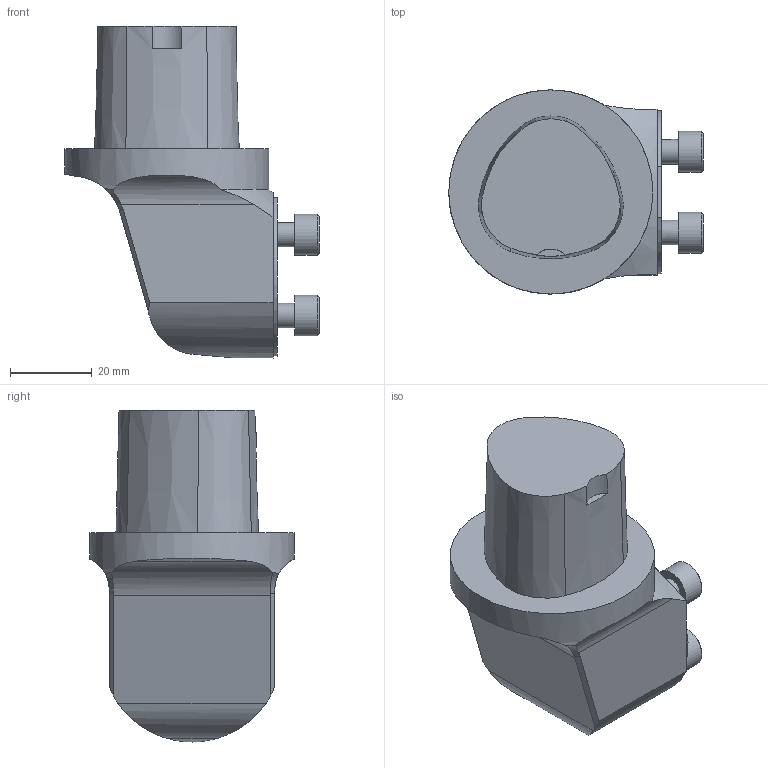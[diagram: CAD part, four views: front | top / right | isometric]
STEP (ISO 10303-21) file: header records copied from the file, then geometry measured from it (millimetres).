
FILE_DESCRIPTION(/* description */ (''),/* implementation_level */ '2;1');
FILE_NAME(/* name */ '1524212292725.stp',/* time_stamp */ '2018-04-20T10:18:23+02:00',/* author */ (''),/* organization */ ('SMS'),/* preprocessor_version */ 'ST-DEVELOPER v15',/* originating_system */ 'SIEMENS PLM Software NX 8.5',/* authorisation */ '');
FILE_SCHEMA (('AUTOMOTIVE_DESIGN { 1 0 10303 214 3 1 1 1 }'));
Length unit declared in the file: millimetre
Products named in the file (1): 201588626mod000_00
Bounding box: 62.32 x 50 x 81.3 mm (x, y, z)
Volume: 100582.6 mm3; surface area: 15021 mm2
Topology: 1 solids, 1 shells, 52 faces, 124 edges, 87 vertices
Faces by surface type: plane 21, cylinder 18, cone 13
Full cylindrical faces by diameter (mm): 6 x4, 10 x4, 50 x1
Entity records: 1515 total; most frequent: CARTESIAN_POINT 341, DIRECTION 244, ORIENTED_EDGE 204, AXIS2_PLACEMENT_3D 109, EDGE_CURVE 102, EDGE_LOOP 75, VERTEX_POINT 75, ADVANCED_FACE 52
